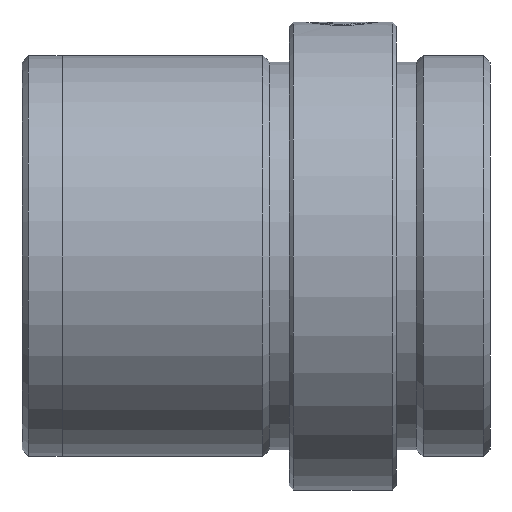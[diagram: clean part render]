
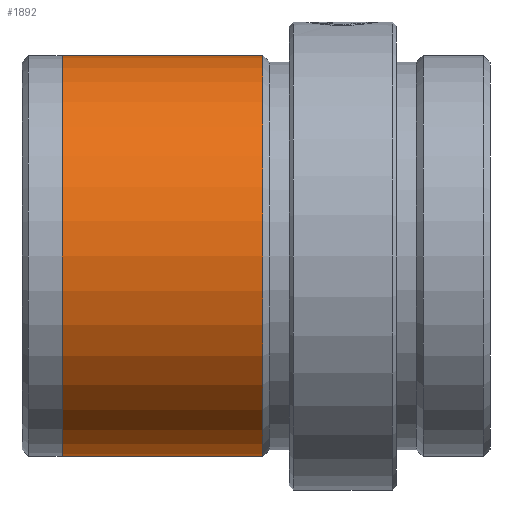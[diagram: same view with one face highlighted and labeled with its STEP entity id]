
A CAD part, left-side view. The second image highlights one B-rep face of the part: STEP entity #1892.
In plain terms, the highlighted cylindrical face has radius 15 mm (diameter 30 mm), a partial arc.
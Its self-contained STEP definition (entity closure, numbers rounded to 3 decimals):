
#30 = ORIENTED_EDGE ( 'NONE', *, *, #906, .F. ) ;
#94 = LINE ( 'NONE', #120, #1127 ) ;
#120 = CARTESIAN_POINT ( 'NONE',  ( 0., 0., -15. ) ) ;
#138 = CYLINDRICAL_SURFACE ( 'NONE', #903, 15. ) ;
#157 = EDGE_CURVE ( 'NONE', #1565, #1705, #420, .T. ) ;
#199 = LINE ( 'NONE', #1373, #1862 ) ;
#206 = CARTESIAN_POINT ( 'NONE',  ( 0., 0., 0. ) ) ;
#227 = DIRECTION ( 'NONE',  ( 0., 0., -1. ) ) ;
#411 = DIRECTION ( 'NONE',  ( 0., -1., 0. ) ) ;
#420 = CIRCLE ( 'NONE', #1720, 15. ) ;
#430 = ORIENTED_EDGE ( 'NONE', *, *, #736, .F. ) ;
#652 = ORIENTED_EDGE ( 'NONE', *, *, #1492, .T. ) ;
#699 = DIRECTION ( 'NONE',  ( 0., -1., 0. ) ) ;
#736 = EDGE_CURVE ( 'NONE', #1565, #1709, #199, .T. ) ;
#741 = CARTESIAN_POINT ( 'NONE',  ( 0., 17., 0. ) ) ;
#801 = CIRCLE ( 'NONE', #1498, 15. ) ;
#903 = AXIS2_PLACEMENT_3D ( 'NONE', #206, #1192, #227 ) ;
#905 = DIRECTION ( 'NONE',  ( 0., 0., -1. ) ) ;
#906 = EDGE_CURVE ( 'NONE', #1709, #1699, #801, .T. ) ;
#966 = CARTESIAN_POINT ( 'NONE',  ( 0., 17., 15. ) ) ;
#1010 = FACE_OUTER_BOUND ( 'NONE', #1337, .T. ) ;
#1127 = VECTOR ( 'NONE', #1888, 1000. ) ;
#1192 = DIRECTION ( 'NONE',  ( 0., -1., 0. ) ) ;
#1266 = CARTESIAN_POINT ( 'NONE',  ( 0., 32., 15. ) ) ;
#1289 = CARTESIAN_POINT ( 'NONE',  ( 0., 17., -15. ) ) ;
#1337 = EDGE_LOOP ( 'NONE', ( #430, #1716, #652, #30 ) ) ;
#1373 = CARTESIAN_POINT ( 'NONE',  ( 0., 0., 15. ) ) ;
#1444 = CARTESIAN_POINT ( 'NONE',  ( 0., 32., -15. ) ) ;
#1492 = EDGE_CURVE ( 'NONE', #1705, #1699, #94, .T. ) ;
#1498 = AXIS2_PLACEMENT_3D ( 'NONE', #741, #1871, #905 ) ;
#1503 = CARTESIAN_POINT ( 'NONE',  ( 0., 32., 0. ) ) ;
#1565 = VERTEX_POINT ( 'NONE', #1266 ) ;
#1699 = VERTEX_POINT ( 'NONE', #1289 ) ;
#1705 = VERTEX_POINT ( 'NONE', #1444 ) ;
#1709 = VERTEX_POINT ( 'NONE', #966 ) ;
#1716 = ORIENTED_EDGE ( 'NONE', *, *, #157, .T. ) ;
#1720 = AXIS2_PLACEMENT_3D ( 'NONE', #1503, #699, #1825 ) ;
#1825 = DIRECTION ( 'NONE',  ( 0., 0., -1. ) ) ;
#1862 = VECTOR ( 'NONE', #411, 1000. ) ;
#1871 = DIRECTION ( 'NONE',  ( 0., -1., 0. ) ) ;
#1888 = DIRECTION ( 'NONE',  ( 0., -1., 0. ) ) ;
#1892 = ADVANCED_FACE ( 'NONE', ( #1010 ), #138, .T. ) ;
